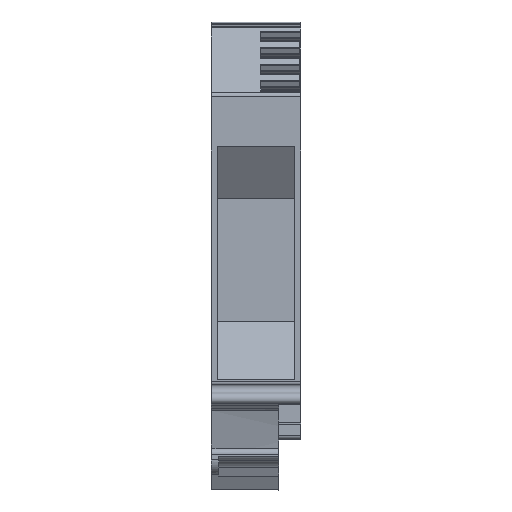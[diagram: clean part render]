
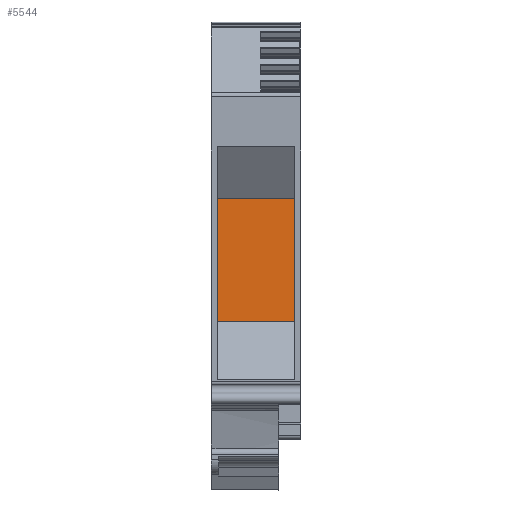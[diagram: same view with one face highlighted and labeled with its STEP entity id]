
A CAD part, front view. The second image highlights one B-rep face of the part: STEP entity #5544.
In plain terms, the highlighted planar face has unit normal (0, -1, 0).
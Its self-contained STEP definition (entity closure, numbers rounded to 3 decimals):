
#5524=AXIS2_PLACEMENT_3D('Plane Axis2P3D',#5521,#5522,#5523) ;
#5461=CARTESIAN_POINT('Vertex',(11.1,8.6,22.478)) ;
#5464=CARTESIAN_POINT('Line Origine',(5.95,8.6,22.478)) ;
#5468=CARTESIAN_POINT('Vertex',(0.8,8.6,22.478)) ;
#5502=CARTESIAN_POINT('Line Origine',(0.8,8.6,30.65)) ;
#5506=CARTESIAN_POINT('Vertex',(0.8,8.6,38.821)) ;
#5521=CARTESIAN_POINT('Axis2P3D Location',(0.8,8.6,38.821)) ;
#5526=CARTESIAN_POINT('Line Origine',(11.1,8.6,30.65)) ;
#5530=CARTESIAN_POINT('Vertex',(11.1,8.6,38.821)) ;
#5533=CARTESIAN_POINT('Line Origine',(5.95,8.6,38.821)) ;
#5465=DIRECTION('Vector Direction',(1.,0.,0.)) ;
#5503=DIRECTION('Vector Direction',(0.,0.,-1.)) ;
#5522=DIRECTION('Axis2P3D Direction',(0.,-1.,0.)) ;
#5523=DIRECTION('Axis2P3D XDirection',(0.,0.,-1.)) ;
#5527=DIRECTION('Vector Direction',(0.,0.,-1.)) ;
#5534=DIRECTION('Vector Direction',(1.,0.,0.)) ;
#5466=VECTOR('Line Direction',#5465,1.) ;
#5504=VECTOR('Line Direction',#5503,1.) ;
#5528=VECTOR('Line Direction',#5527,1.) ;
#5535=VECTOR('Line Direction',#5534,1.) ;
#5539=ORIENTED_EDGE('',*,*,#5532,.T.) ;
#5540=ORIENTED_EDGE('',*,*,#5537,.F.) ;
#5541=ORIENTED_EDGE('',*,*,#5508,.F.) ;
#5542=ORIENTED_EDGE('',*,*,#5470,.T.) ;
#5544=ADVANCED_FACE('V1',(#5543),#5525,.T.) ;
#5470=EDGE_CURVE('',#5469,#5462,#5467,.T.) ;
#5508=EDGE_CURVE('',#5469,#5507,#5505,.F.) ;
#5532=EDGE_CURVE('',#5462,#5531,#5529,.F.) ;
#5537=EDGE_CURVE('',#5507,#5531,#5536,.T.) ;
#5538=EDGE_LOOP('',(#5539,#5540,#5541,#5542)) ;
#5543=FACE_OUTER_BOUND('',#5538,.T.) ;
#5467=LINE('Line',#5464,#5466) ;
#5505=LINE('Line',#5502,#5504) ;
#5529=LINE('Line',#5526,#5528) ;
#5536=LINE('Line',#5533,#5535) ;
#5525=PLANE('',#5524) ;
#5462=VERTEX_POINT('',#5461) ;
#5469=VERTEX_POINT('',#5468) ;
#5507=VERTEX_POINT('',#5506) ;
#5531=VERTEX_POINT('',#5530) ;
